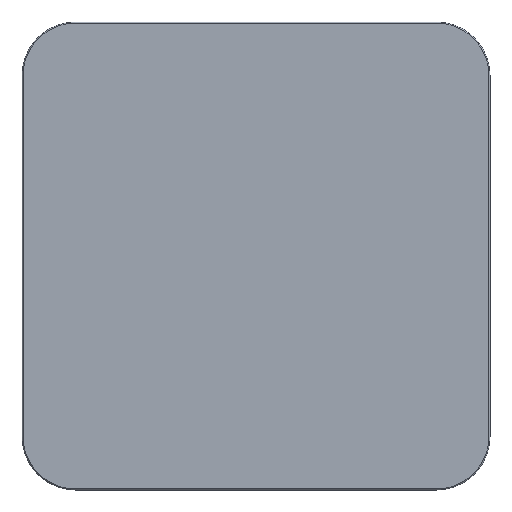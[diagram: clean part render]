
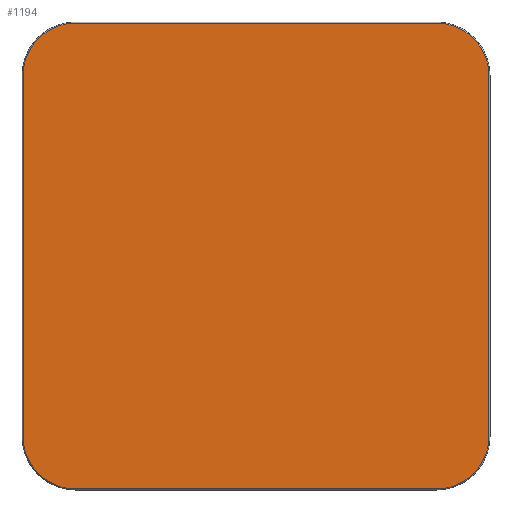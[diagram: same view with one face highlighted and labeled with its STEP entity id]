
A CAD part, front view. The second image highlights one B-rep face of the part: STEP entity #1194.
In plain terms, the highlighted planar face has unit normal (0, -1, 0).
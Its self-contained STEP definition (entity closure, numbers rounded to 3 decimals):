
#1 = VERTEX_POINT ( 'NONE', #1857 ) ;
#20 = LINE ( 'NONE', #1311, #1377 ) ;
#52 = DIRECTION ( 'NONE',  ( 0., 0., 1. ) ) ;
#73 = CARTESIAN_POINT ( 'NONE',  ( 27., -2.5, 34.85 ) ) ;
#97 = AXIS2_PLACEMENT_3D ( 'NONE', #1896, #266, #985 ) ;
#137 = EDGE_CURVE ( 'NONE', #1131, #1670, #251, .T. ) ;
#183 = FACE_OUTER_BOUND ( 'NONE', #267, .T. ) ;
#206 = EDGE_CURVE ( 'NONE', #2054, #1, #20, .T. ) ;
#216 = DIRECTION ( 'NONE',  ( 0., -1., 0. ) ) ;
#230 = DIRECTION ( 'NONE',  ( 0., 0., -1. ) ) ;
#251 = LINE ( 'NONE', #1786, #806 ) ;
#266 = DIRECTION ( 'NONE',  ( 0., -1., 0. ) ) ;
#267 = EDGE_LOOP ( 'NONE', ( #1304, #1731, #895, #1878, #2265, #1390, #1627, #2120 ) ) ;
#292 = EDGE_CURVE ( 'NONE', #412, #367, #304, .T. ) ;
#301 = CARTESIAN_POINT ( 'NONE',  ( -27., -2.5, -27. ) ) ;
#304 = LINE ( 'NONE', #2266, #2363 ) ;
#337 = DIRECTION ( 'NONE',  ( 0., -1., 0. ) ) ;
#343 = DIRECTION ( 'NONE',  ( 0., -1., 0. ) ) ;
#367 = VERTEX_POINT ( 'NONE', #662 ) ;
#378 = DIRECTION ( 'NONE',  ( 0., -1., 0. ) ) ;
#404 = CARTESIAN_POINT ( 'NONE',  ( 34.85, -2.5, 27. ) ) ;
#412 = VERTEX_POINT ( 'NONE', #1765 ) ;
#442 = VERTEX_POINT ( 'NONE', #2161 ) ;
#553 = VECTOR ( 'NONE', #1806, 1000. ) ;
#657 = VERTEX_POINT ( 'NONE', #73 ) ;
#662 = CARTESIAN_POINT ( 'NONE',  ( 27., -2.5, -34.85 ) ) ;
#673 = EDGE_CURVE ( 'NONE', #442, #2054, #2306, .T. ) ;
#693 = EDGE_CURVE ( 'NONE', #1, #412, #940, .T. ) ;
#806 = VECTOR ( 'NONE', #52, 1000. ) ;
#895 = ORIENTED_EDGE ( 'NONE', *, *, #292, .T. ) ;
#940 = CIRCLE ( 'NONE', #1466, 7.85 ) ;
#985 = DIRECTION ( 'NONE',  ( 0., 0., -1. ) ) ;
#1071 = DIRECTION ( 'NONE',  ( 0., 0., -1. ) ) ;
#1078 = EDGE_CURVE ( 'NONE', #1670, #657, #1693, .T. ) ;
#1111 = LINE ( 'NONE', #1650, #553 ) ;
#1131 = VERTEX_POINT ( 'NONE', #1757 ) ;
#1194 = ADVANCED_FACE ( 'NONE', ( #183 ), #2179, .T. ) ;
#1206 = DIRECTION ( 'NONE',  ( 1., 0., 0. ) ) ;
#1244 = CARTESIAN_POINT ( 'NONE',  ( 27., -2.5, 27. ) ) ;
#1266 = CIRCLE ( 'NONE', #1839, 7.85 ) ;
#1304 = ORIENTED_EDGE ( 'NONE', *, *, #206, .T. ) ;
#1311 = CARTESIAN_POINT ( 'NONE',  ( -34.85, -2.5, 0. ) ) ;
#1377 = VECTOR ( 'NONE', #230, 1000. ) ;
#1379 = DIRECTION ( 'NONE',  ( 0., 0., -1. ) ) ;
#1390 = ORIENTED_EDGE ( 'NONE', *, *, #1078, .T. ) ;
#1466 = AXIS2_PLACEMENT_3D ( 'NONE', #301, #337, #1379 ) ;
#1485 = DIRECTION ( 'NONE',  ( 0., 0., -1. ) ) ;
#1552 = EDGE_CURVE ( 'NONE', #367, #1131, #1266, .T. ) ;
#1601 = DIRECTION ( 'NONE',  ( 0., 0., -1. ) ) ;
#1613 = CARTESIAN_POINT ( 'NONE',  ( 0., -2.5, 0. ) ) ;
#1627 = ORIENTED_EDGE ( 'NONE', *, *, #1961, .T. ) ;
#1650 = CARTESIAN_POINT ( 'NONE',  ( 0., -2.5, 34.85 ) ) ;
#1670 = VERTEX_POINT ( 'NONE', #404 ) ;
#1693 = CIRCLE ( 'NONE', #2297, 7.85 ) ;
#1713 = AXIS2_PLACEMENT_3D ( 'NONE', #1613, #378, #1071 ) ;
#1731 = ORIENTED_EDGE ( 'NONE', *, *, #693, .T. ) ;
#1757 = CARTESIAN_POINT ( 'NONE',  ( 34.85, -2.5, -27. ) ) ;
#1765 = CARTESIAN_POINT ( 'NONE',  ( -27., -2.5, -34.85 ) ) ;
#1786 = CARTESIAN_POINT ( 'NONE',  ( 34.85, -2.5, 0. ) ) ;
#1806 = DIRECTION ( 'NONE',  ( -1., 0., 0. ) ) ;
#1839 = AXIS2_PLACEMENT_3D ( 'NONE', #2071, #216, #1485 ) ;
#1857 = CARTESIAN_POINT ( 'NONE',  ( -34.85, -2.5, -27. ) ) ;
#1878 = ORIENTED_EDGE ( 'NONE', *, *, #1552, .T. ) ;
#1896 = CARTESIAN_POINT ( 'NONE',  ( -27., -2.5, 27. ) ) ;
#1961 = EDGE_CURVE ( 'NONE', #657, #442, #1111, .T. ) ;
#2054 = VERTEX_POINT ( 'NONE', #2183 ) ;
#2071 = CARTESIAN_POINT ( 'NONE',  ( 27., -2.5, -27. ) ) ;
#2120 = ORIENTED_EDGE ( 'NONE', *, *, #673, .T. ) ;
#2161 = CARTESIAN_POINT ( 'NONE',  ( -27., -2.5, 34.85 ) ) ;
#2179 = PLANE ( 'NONE',  #1713 ) ;
#2183 = CARTESIAN_POINT ( 'NONE',  ( -34.85, -2.5, 27. ) ) ;
#2265 = ORIENTED_EDGE ( 'NONE', *, *, #137, .T. ) ;
#2266 = CARTESIAN_POINT ( 'NONE',  ( 0., -2.5, -34.85 ) ) ;
#2297 = AXIS2_PLACEMENT_3D ( 'NONE', #1244, #343, #1601 ) ;
#2306 = CIRCLE ( 'NONE', #97, 7.85 ) ;
#2363 = VECTOR ( 'NONE', #1206, 1000. ) ;
